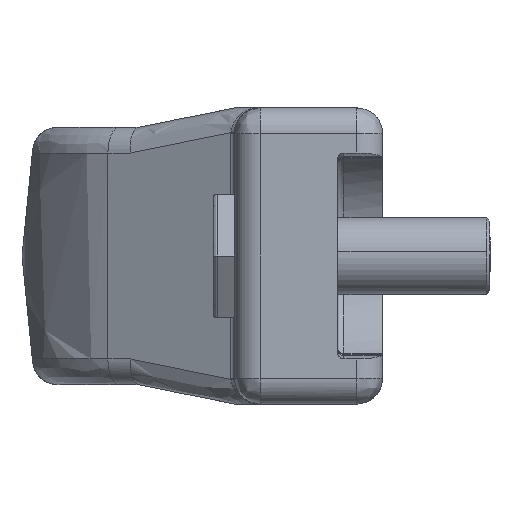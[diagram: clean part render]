
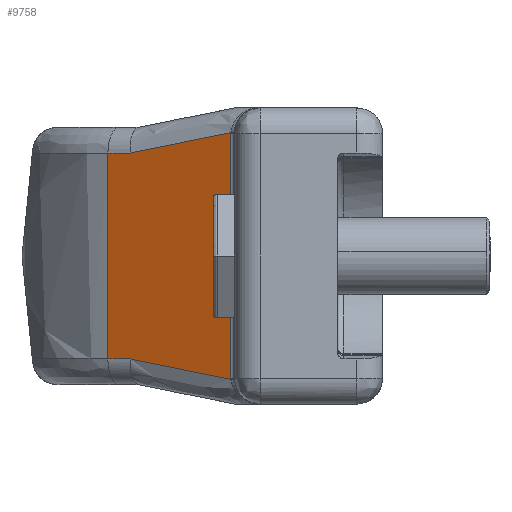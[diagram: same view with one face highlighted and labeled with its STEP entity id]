
A CAD part, left-side view. The second image highlights one B-rep face of the part: STEP entity #9758.
In plain terms, the highlighted free-form (B-spline) face has degree [1, 1] with [2, 2] control points.
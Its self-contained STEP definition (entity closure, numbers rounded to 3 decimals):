
#7131=CARTESIAN_POINT('',(11.777,-10.019,9.583));
#7132=VERTEX_POINT('',#7131);
#7262=CARTESIAN_POINT('',(11.778,-10.019,9.5));
#7263=VERTEX_POINT('',#7262);
#7293=CARTESIAN_POINT('',(11.778,-10.019,9.5));
#7294=CARTESIAN_POINT('',(11.778,-10.019,9.542));
#7295=CARTESIAN_POINT('',(11.777,-10.019,9.583));
#7303=(BOUNDED_CURVE()B_SPLINE_CURVE(2,(#7293,#7294,#7295),.UNSPECIFIED.,.F.,.U.)CURVE()GEOMETRIC_REPRESENTATION_ITEM()QUASI_UNIFORM_CURVE()RATIONAL_B_SPLINE_CURVE((1.0,1.,1.0))REPRESENTATION_ITEM(''));
#7304=EDGE_CURVE('',#7263,#7132,#7303,.T.);
#7323=CARTESIAN_POINT('',(11.778,-10.019,-9.5));
#7324=VERTEX_POINT('',#7323);
#7346=CARTESIAN_POINT('',(11.778,-10.019,-9.5));
#7347=CARTESIAN_POINT('',(11.778,-10.019,9.5));
#7348=QUASI_UNIFORM_CURVE('',1,(#7346,#7347),.UNSPECIFIED.,.F.,.U.);
#7349=EDGE_CURVE('',#7324,#7263,#7348,.T.);
#7374=CARTESIAN_POINT('',(11.777,-10.019,-9.583));
#7375=VERTEX_POINT('',#7374);
#7405=CARTESIAN_POINT('',(11.777,-10.019,-9.583));
#7406=CARTESIAN_POINT('',(11.778,-10.019,-9.542));
#7407=CARTESIAN_POINT('',(11.778,-10.019,-9.5));
#7415=(BOUNDED_CURVE()B_SPLINE_CURVE(2,(#7405,#7406,#7407),.UNSPECIFIED.,.F.,.U.)CURVE()GEOMETRIC_REPRESENTATION_ITEM()QUASI_UNIFORM_CURVE()RATIONAL_B_SPLINE_CURVE((1.0,1.,1.0))REPRESENTATION_ITEM(''));
#7416=EDGE_CURVE('',#7375,#7324,#7415,.T.);
#7926=CARTESIAN_POINT('',(21.325,-14.746,-8.));
#7927=VERTEX_POINT('',#7926);
#8075=CARTESIAN_POINT('',(19.593,-13.889,-8.));
#8076=VERTEX_POINT('',#8075);
#8090=CARTESIAN_POINT('',(21.325,-14.746,-8.));
#8091=CARTESIAN_POINT('',(19.593,-13.889,-8.));
#8092=QUASI_UNIFORM_CURVE('',1,(#8090,#8091),.UNSPECIFIED.,.F.,.U.);
#8093=EDGE_CURVE('',#7927,#8076,#8092,.T.);
#8257=CARTESIAN_POINT('',(19.593,-13.889,-8.));
#8258=CARTESIAN_POINT('',(11.777,-10.019,-9.583));
#8259=QUASI_UNIFORM_CURVE('',1,(#8257,#8258),.UNSPECIFIED.,.F.,.U.);
#8260=EDGE_CURVE('',#8076,#7375,#8259,.T.);
#8440=CARTESIAN_POINT('',(21.325,-14.746,8.));
#8441=VERTEX_POINT('',#8440);
#8533=CARTESIAN_POINT('',(19.593,-13.889,8.));
#8534=VERTEX_POINT('',#8533);
#8535=CARTESIAN_POINT('',(19.593,-13.889,8.));
#8536=CARTESIAN_POINT('',(21.325,-14.746,8.));
#8537=QUASI_UNIFORM_CURVE('',1,(#8535,#8536),.UNSPECIFIED.,.F.,.U.);
#8538=EDGE_CURVE('',#8534,#8441,#8537,.T.);
#8570=CARTESIAN_POINT('',(11.777,-10.019,9.583));
#8571=CARTESIAN_POINT('',(19.593,-13.889,8.));
#8572=QUASI_UNIFORM_CURVE('',1,(#8570,#8571),.UNSPECIFIED.,.F.,.U.);
#8573=EDGE_CURVE('',#7132,#8534,#8572,.T.);
#9098=CARTESIAN_POINT('',(21.325,-14.746,8.));
#9099=CARTESIAN_POINT('',(21.325,-14.746,-8.));
#9100=QUASI_UNIFORM_CURVE('',1,(#9098,#9099),.UNSPECIFIED.,.F.,.U.);
#9101=EDGE_CURVE('',#8441,#7927,#9100,.T.);
#9743=CARTESIAN_POINT('',(11.3,-9.783,-10.54));
#9744=CARTESIAN_POINT('',(21.801,-14.982,-10.54));
#9745=CARTESIAN_POINT('',(11.3,-9.783,10.54));
#9746=CARTESIAN_POINT('',(21.801,-14.982,10.54));
#9747=B_SPLINE_SURFACE_WITH_KNOTS('',1,1,((#9743,#9745),(#9744,#9746)),.UNSPECIFIED.,.F.,.F.,.U.,(2,2),(2,2),(0.0,11.718),(0.0,21.081),.UNSPECIFIED.);
#9748=ORIENTED_EDGE('',*,*,#7349,.T.);
#9749=ORIENTED_EDGE('',*,*,#7304,.T.);
#9750=ORIENTED_EDGE('',*,*,#8573,.T.);
#9751=ORIENTED_EDGE('',*,*,#8538,.T.);
#9752=ORIENTED_EDGE('',*,*,#9101,.T.);
#9753=ORIENTED_EDGE('',*,*,#8093,.T.);
#9754=ORIENTED_EDGE('',*,*,#8260,.T.);
#9755=ORIENTED_EDGE('',*,*,#7416,.T.);
#9756=EDGE_LOOP('',(#9748,#9749,#9750,#9751,#9752,#9753,#9754,#9755));
#9757=FACE_OUTER_BOUND('',#9756,.T.);
#9758=ADVANCED_FACE('',(#9757),#9747,.F.);
